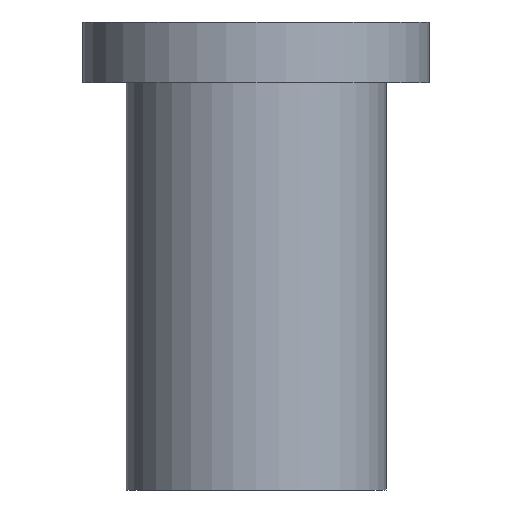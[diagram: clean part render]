
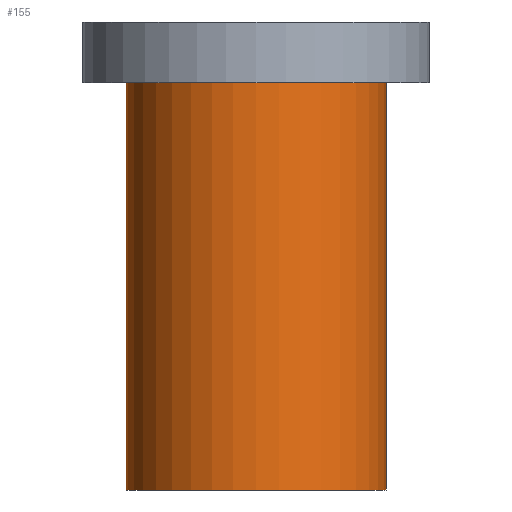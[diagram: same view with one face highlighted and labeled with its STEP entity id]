
A CAD part, front view. The second image highlights one B-rep face of the part: STEP entity #155.
In plain terms, the highlighted cylindrical face has radius 0.75 mm (diameter 1.5 mm), a full revolution.
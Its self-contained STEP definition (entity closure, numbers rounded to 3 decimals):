
#119 = EDGE_CURVE('',#120,#120,#122,.T.);
#120 = VERTEX_POINT('',#121);
#121 = CARTESIAN_POINT('',(0.75,0.,0.));
#122 = CIRCLE('',#123,0.75);
#123 = AXIS2_PLACEMENT_3D('',#124,#125,#126);
#124 = CARTESIAN_POINT('',(0.,0.,0.));
#125 = DIRECTION('',(0.,0.,1.));
#126 = DIRECTION('',(1.,0.,0.));
#142 = EDGE_CURVE('',#143,#143,#145,.T.);
#143 = VERTEX_POINT('',#144);
#144 = CARTESIAN_POINT('',(0.75,0.,2.35));
#145 = CIRCLE('',#146,0.75);
#146 = AXIS2_PLACEMENT_3D('',#147,#148,#149);
#147 = CARTESIAN_POINT('',(0.,0.,2.35));
#148 = DIRECTION('',(0.,0.,1.));
#149 = DIRECTION('',(1.,0.,0.));
#155 = ADVANCED_FACE('',(#156),#167,.T.);
#156 = FACE_BOUND('',#157,.T.);
#157 = EDGE_LOOP('',(#158,#159,#165,#166));
#158 = ORIENTED_EDGE('',*,*,#142,.F.);
#159 = ORIENTED_EDGE('',*,*,#160,.F.);
#160 = EDGE_CURVE('',#120,#143,#161,.T.);
#161 = LINE('',#162,#163);
#162 = CARTESIAN_POINT('',(0.75,0.,0.));
#163 = VECTOR('',#164,1.);
#164 = DIRECTION('',(0.,0.,1.));
#165 = ORIENTED_EDGE('',*,*,#119,.T.);
#166 = ORIENTED_EDGE('',*,*,#160,.T.);
#167 = CYLINDRICAL_SURFACE('',#168,0.75);
#168 = AXIS2_PLACEMENT_3D('',#169,#170,#171);
#169 = CARTESIAN_POINT('',(0.,0.,0.));
#170 = DIRECTION('',(0.,0.,1.));
#171 = DIRECTION('',(1.,0.,0.));
